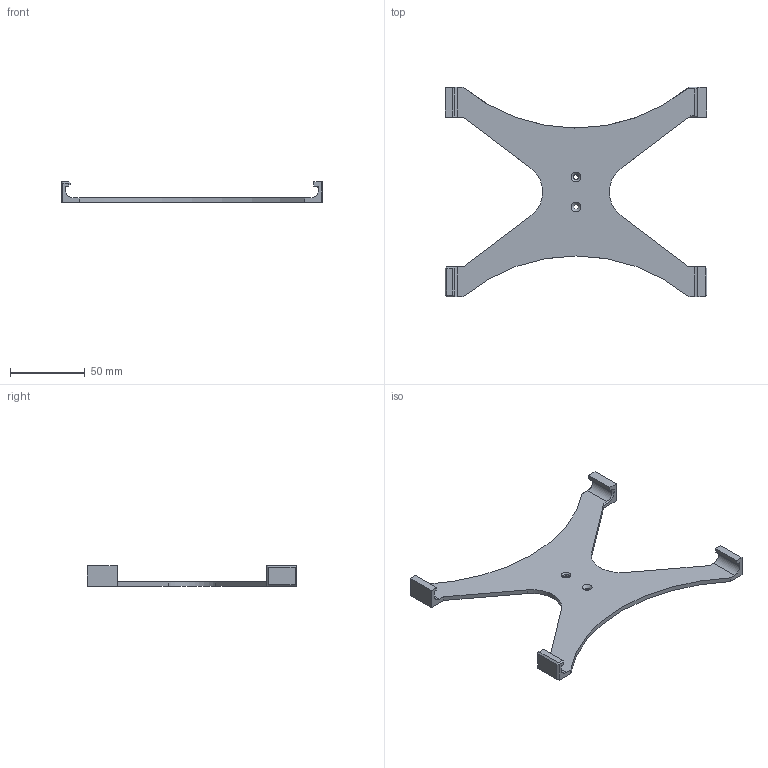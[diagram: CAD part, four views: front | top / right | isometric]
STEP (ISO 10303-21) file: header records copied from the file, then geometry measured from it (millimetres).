
FILE_DESCRIPTION(('FreeCAD Model'),'2;1');
FILE_NAME('ipad mount.step', '2020-10-30T17:21:25',('Author'),(''), 'Open CASCADE STEP processor 7.4','FreeCAD','Unknown');
FILE_SCHEMA(('AUTOMOTIVE_DESIGN { 1 0 10303 214 1 1 1 1 }'));
Length unit declared in the file: millimetre
Products named in the file (1): iPad_mount
Bounding box: 175 x 140 x 14 mm (x, y, z)
Surface area: 24993.5 mm2 (no closed solid volume)
Topology: 0 solids, 1 shells, 87 faces, 212 edges, 127 vertices
Faces by surface type: plane 66, cylinder 11, cone 5, bspline 5
Full cylindrical faces by diameter (mm): 3 x3
Entity records: 8186 total; most frequent: CARTESIAN_POINT 3894, DIRECTION 790, LINE 560, VECTOR 560, ORIENTED_EDGE 422, PCURVE 422, DEFINITIONAL_REPRESENTATION 422, EDGE_CURVE 212
